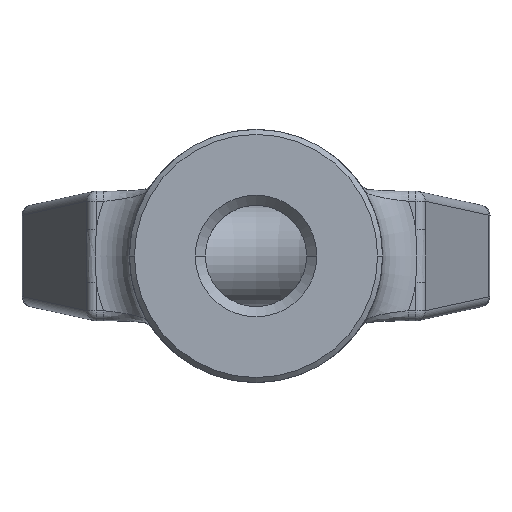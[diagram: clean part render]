
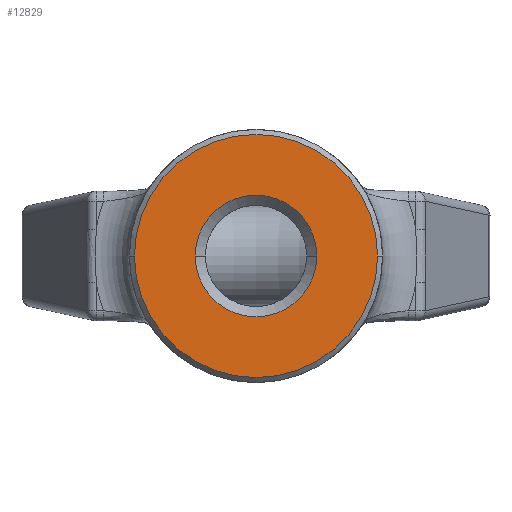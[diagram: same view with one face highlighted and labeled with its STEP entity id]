
A CAD part, front view. The second image highlights one B-rep face of the part: STEP entity #12829.
In plain terms, the highlighted planar face has unit normal (0, -1, 0).
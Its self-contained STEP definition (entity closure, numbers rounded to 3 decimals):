
#3384=CARTESIAN_POINT('',(0.,-22.,0.));
#3385=DIRECTION('',(0.,-1.,0.));
#3386=DIRECTION('',(-1.,0.,0.));
#3387=AXIS2_PLACEMENT_3D('',#3384,#3385,#3386);
#3389=CARTESIAN_POINT('',(0.,-22.,0.));
#3390=DIRECTION('',(0.,1.,0.));
#3391=DIRECTION('',(-1.,0.,0.));
#3392=AXIS2_PLACEMENT_3D('',#3389,#3390,#3391);
#3394=CARTESIAN_POINT('',(0.,-22.,0.));
#3395=DIRECTION('',(0.,-1.,0.));
#3396=DIRECTION('',(-1.,0.,0.));
#3397=AXIS2_PLACEMENT_3D('',#3394,#3395,#3396);
#3399=CARTESIAN_POINT('',(0.,-22.,0.));
#3400=DIRECTION('',(0.,-1.,0.));
#3401=DIRECTION('',(1.,0.,0.));
#3402=AXIS2_PLACEMENT_3D('',#3399,#3400,#3401);
#7338=CARTESIAN_POINT('',(-12.,-22.,0.));
#7339=VERTEX_POINT('',#7338);
#7340=CARTESIAN_POINT('',(12.,-22.,0.));
#7341=VERTEX_POINT('',#7340);
#7346=CARTESIAN_POINT('',(-6.,-22.,0.));
#7347=CARTESIAN_POINT('',(6.,-22.,0.));
#7348=VERTEX_POINT('',#7346);
#7349=VERTEX_POINT('',#7347);
#12814=CARTESIAN_POINT('',(0.,-22.,0.));
#12815=DIRECTION('',(0.,1.,0.));
#12816=DIRECTION('',(1.,0.,0.));
#12817=AXIS2_PLACEMENT_3D('',#12814,#12815,#12816);
#12818=PLANE('',#12817);
#12819=ORIENTED_EDGE('',*,*,#12793,.F.);
#12820=ORIENTED_EDGE('',*,*,#12809,.T.);
#12821=EDGE_LOOP('',(#12819,#12820));
#12822=FACE_OUTER_BOUND('',#12821,.F.);
#12824=ORIENTED_EDGE('',*,*,#12823,.T.);
#12826=ORIENTED_EDGE('',*,*,#12825,.T.);
#12827=EDGE_LOOP('',(#12824,#12826));
#12828=FACE_BOUND('',#12827,.F.);
#12829=ADVANCED_FACE('',(#12822,#12828),#12818,.F.);
#3388=CIRCLE('',#3387,12.);
#3393=CIRCLE('',#3392,12.);
#3398=CIRCLE('',#3397,6.);
#3403=CIRCLE('',#3402,6.);
#12793=EDGE_CURVE('',#7339,#7341,#3388,.T.);
#12809=EDGE_CURVE('',#7339,#7341,#3393,.T.);
#12823=EDGE_CURVE('',#7348,#7349,#3398,.T.);
#12825=EDGE_CURVE('',#7349,#7348,#3403,.T.);
